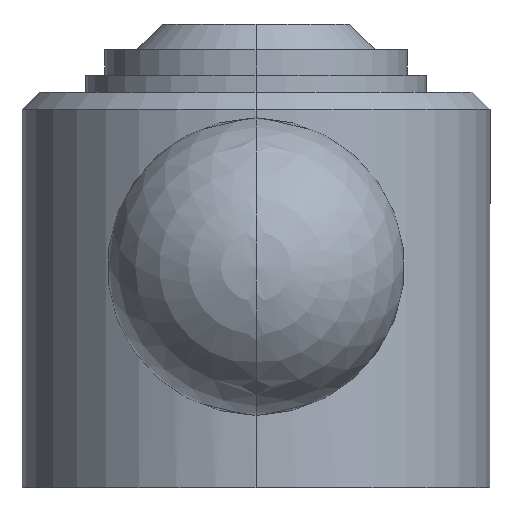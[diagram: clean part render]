
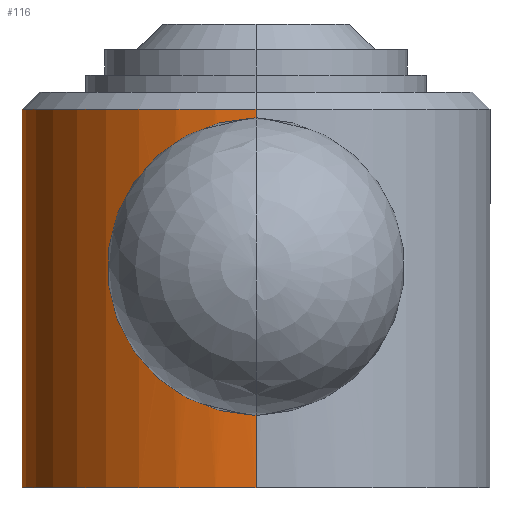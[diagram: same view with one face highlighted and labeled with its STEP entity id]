
A CAD part, left-side view. The second image highlights one B-rep face of the part: STEP entity #116.
In plain terms, the highlighted cylindrical face has radius 27.5 mm (diameter 55 mm), a partial arc.
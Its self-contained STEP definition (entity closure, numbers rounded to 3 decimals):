
#116=ADVANCED_FACE('',(#275),#276,.T.);
#275=FACE_OUTER_BOUND('',#487,.T.);
#276=CYLINDRICAL_SURFACE('',#488,27.5);
#487=EDGE_LOOP('',(#748,#749,#750,#751,#752,#753));
#488=AXIS2_PLACEMENT_3D('',#754,#755,#756);
#748=ORIENTED_EDGE('',*,*,#1198,.F.);
#749=ORIENTED_EDGE('',*,*,#1199,.T.);
#750=ORIENTED_EDGE('',*,*,#1200,.F.);
#751=ORIENTED_EDGE('',*,*,#1201,.T.);
#752=ORIENTED_EDGE('',*,*,#1202,.F.);
#753=ORIENTED_EDGE('',*,*,#1194,.F.);
#754=CARTESIAN_POINT('',(0.,0.,22.25));
#755=DIRECTION('',(0.,0.,1.0));
#756=DIRECTION('',(1.0,0.,0.));
#1194=EDGE_CURVE('',#1405,#1408,#1409,.T.);
#1198=EDGE_CURVE('',#1414,#1405,#1415,.T.);
#1199=EDGE_CURVE('',#1414,#1416,#1417,.T.);
#1200=EDGE_CURVE('',#1418,#1416,#1419,.T.);
#1201=EDGE_CURVE('',#1418,#1420,#1421,.T.);
#1202=EDGE_CURVE('',#1408,#1420,#1422,.T.);
#1405=VERTEX_POINT('',#1685);
#1408=VERTEX_POINT('',#1689);
#1409=CIRCLE('',#1690,27.5);
#1414=VERTEX_POINT('',#1696);
#1415=LINE('',#1697,#1698);
#1416=VERTEX_POINT('',#1699);
#1417=CIRCLE('',#1700,27.5);
#1418=VERTEX_POINT('',#1701);
#1419=LINE('',#1702,#1703);
#1420=VERTEX_POINT('',#1704);
#1421=B_SPLINE_CURVE_WITH_KNOTS('',3,(#1705,#1706,#1707,#1708,#1709,#1710,#1711,#1712,#1713,#1714,#1715,#1716,#1717,#1718,#1719,#1720,#1721,#1722,#1723,#1724,#1725,#1726,#1727,#1728,#1729,#1730,#1731,#1732,#1733,#1734,#1735,#1736,#1737,#1738),.UNSPECIFIED.,.F.,.F.,(4,2,2,2,2,2,2,2,2,2,2,2,2,2,2,2,4),(15.183,17.077,18.971,20.865,22.759,24.661,26.563,28.465,30.366,32.268,34.17,36.072,37.974,39.868,41.762,43.656,45.55),.UNSPECIFIED.);
#1422=LINE('',#1739,#1740);
#1685=CARTESIAN_POINT('',(27.5,0.,44.5));
#1689=CARTESIAN_POINT('',(-27.5,0.,44.5));
#1690=AXIS2_PLACEMENT_3D('',#2053,#2054,#2055);
#1696=CARTESIAN_POINT('',(27.5,0.,0.));
#1697=CARTESIAN_POINT('',(27.5,0.,22.25));
#1698=VECTOR('',#2060,1.0);
#1699=CARTESIAN_POINT('',(-27.5,0.,0.));
#1700=AXIS2_PLACEMENT_3D('',#2061,#2062,#2063);
#1701=CARTESIAN_POINT('',(-27.5,0.,16.093));
#1702=CARTESIAN_POINT('',(-27.5,0.,22.25));
#1703=VECTOR('',#2064,1.0);
#1704=CARTESIAN_POINT('',(-27.5,0.,35.907));
#1705=CARTESIAN_POINT('',(-27.5,0.,16.093));
#1706=CARTESIAN_POINT('',(-27.5,0.631,16.093));
#1707=CARTESIAN_POINT('',(-27.478,1.283,16.153));
#1708=CARTESIAN_POINT('',(-27.387,2.577,16.403));
#1709=CARTESIAN_POINT('',(-27.318,3.219,16.594));
#1710=CARTESIAN_POINT('',(-27.145,4.449,17.095));
#1711=CARTESIAN_POINT('',(-27.04,5.038,17.407));
#1712=CARTESIAN_POINT('',(-26.815,6.127,18.126));
#1713=CARTESIAN_POINT('',(-26.694,6.627,18.533));
#1714=CARTESIAN_POINT('',(-26.457,7.515,19.403));
#1715=CARTESIAN_POINT('',(-26.333,7.935,19.896));
#1716=CARTESIAN_POINT('',(-26.098,8.676,20.973));
#1717=CARTESIAN_POINT('',(-25.987,8.999,21.557));
#1718=CARTESIAN_POINT('',(-25.801,9.519,22.78));
#1719=CARTESIAN_POINT('',(-25.726,9.718,23.42));
#1720=CARTESIAN_POINT('',(-25.626,9.979,24.713));
#1721=CARTESIAN_POINT('',(-25.601,10.042,25.366));
#1722=CARTESIAN_POINT('',(-25.601,10.042,26.634));
#1723=CARTESIAN_POINT('',(-25.626,9.979,27.287));
#1724=CARTESIAN_POINT('',(-25.726,9.718,28.58));
#1725=CARTESIAN_POINT('',(-25.801,9.519,29.22));
#1726=CARTESIAN_POINT('',(-25.987,8.999,30.443));
#1727=CARTESIAN_POINT('',(-26.098,8.676,31.027));
#1728=CARTESIAN_POINT('',(-26.333,7.935,32.104));
#1729=CARTESIAN_POINT('',(-26.457,7.515,32.597));
#1730=CARTESIAN_POINT('',(-26.694,6.627,33.467));
#1731=CARTESIAN_POINT('',(-26.815,6.127,33.874));
#1732=CARTESIAN_POINT('',(-27.04,5.038,34.593));
#1733=CARTESIAN_POINT('',(-27.145,4.449,34.905));
#1734=CARTESIAN_POINT('',(-27.318,3.219,35.406));
#1735=CARTESIAN_POINT('',(-27.387,2.577,35.597));
#1736=CARTESIAN_POINT('',(-27.478,1.283,35.847));
#1737=CARTESIAN_POINT('',(-27.5,0.631,35.907));
#1738=CARTESIAN_POINT('',(-27.5,0.,35.907));
#1739=CARTESIAN_POINT('',(-27.5,0.,22.25));
#1740=VECTOR('',#2065,1.0);
#2053=CARTESIAN_POINT('',(0.,0.,44.5));
#2054=DIRECTION('',(0.,0.,1.0));
#2055=DIRECTION('',(1.0,0.,0.));
#2060=DIRECTION('',(0.,0.,1.0));
#2061=CARTESIAN_POINT('',(0.,0.,0.));
#2062=DIRECTION('',(0.,0.,1.0));
#2063=DIRECTION('',(1.0,0.,0.));
#2064=DIRECTION('',(0.,0.,-1.0));
#2065=DIRECTION('',(0.,0.,-1.0));
